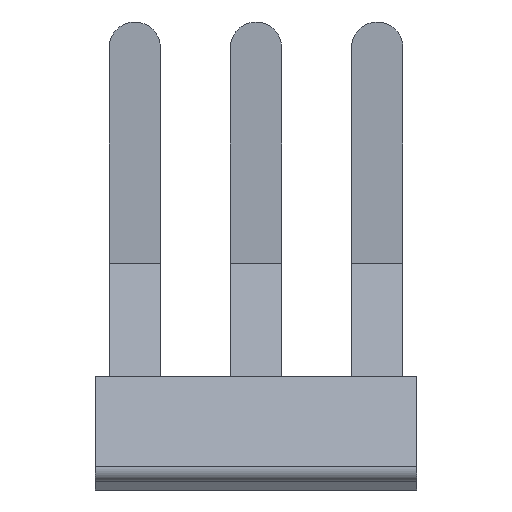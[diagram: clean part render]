
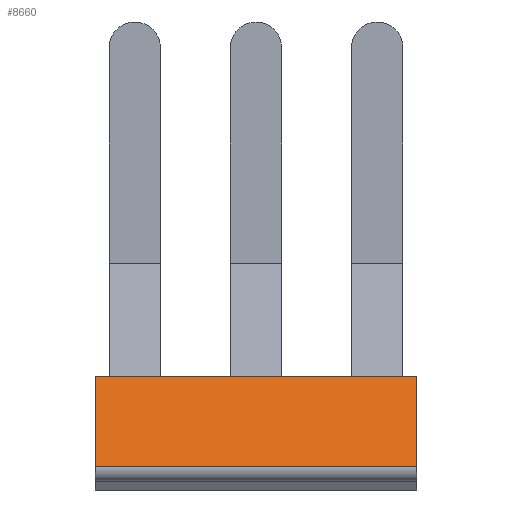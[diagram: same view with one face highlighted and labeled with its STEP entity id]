
A CAD part, top view. The second image highlights one B-rep face of the part: STEP entity #8660.
In plain terms, the highlighted face is planar.
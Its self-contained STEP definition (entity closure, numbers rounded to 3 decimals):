
#210=CARTESIAN_POINT('',(150.499,854.755,23.167));
#220=VERTEX_POINT('',#210);
#250=CARTESIAN_POINT('',(-0.087,935.036,23.167)
);
#260=DIRECTION('',(0.882,-0.47,
0.));
#270=VECTOR('',#260,1.);
#280=LINE('',#250,#270);
#290=CARTESIAN_POINT('',(154.029,852.873,23.167));
#300=VERTEX_POINT('',#290);
#310=EDGE_CURVE('',#220,#300,#280,.T.);
#1020=CARTESIAN_POINT('',(154.029,852.873,
36.967));
#1030=VERTEX_POINT('',#1020);
#1060=CARTESIAN_POINT('',(-0.087,935.036,36.967
));
#1070=DIRECTION('',(-0.882,0.47,
0.));
#1080=VECTOR('',#1070,1.);
#1090=LINE('',#1060,#1080);
#1100=CARTESIAN_POINT('',(150.499,854.755,
36.967));
#1110=VERTEX_POINT('',#1100);
#1120=EDGE_CURVE('',#1030,#1110,#1090,.T.);
#2500=CARTESIAN_POINT('',(154.029,852.873,
0.));
#2510=DIRECTION('',(0.,0.,-1.));
#2520=VECTOR('',#2510,1.);
#2530=LINE('',#2500,#2520);
#2540=EDGE_CURVE('',#1030,#300,#2530,.T.);
#8500=CARTESIAN_POINT('',(152.721,853.57,
29.737));
#8510=DIRECTION('',(-0.47,-0.882,
0.));
#8520=DIRECTION('',(0.,0.,-1.));
#8530=AXIS2_PLACEMENT_3D('',#8500,#8510,#8520);
#8540=PLANE('',#8530);
#8550=ORIENTED_EDGE('',*,*,#1120,.T.);
#8560=ORIENTED_EDGE('',*,*,#2540,.F.);
#8570=ORIENTED_EDGE('',*,*,#310,.T.);
#8580=CARTESIAN_POINT('',(150.499,854.755,
0.));
#8590=DIRECTION('',(0.,0.,-1.));
#8600=VECTOR('',#8590,1.);
#8610=LINE('',#8580,#8600);
#8620=EDGE_CURVE('',#1110,#220,#8610,.T.);
#8630=ORIENTED_EDGE('',*,*,#8620,.T.);
#8640=EDGE_LOOP('',(#8630,#8570,#8560,#8550));
#8650=FACE_OUTER_BOUND('',#8640,.T.);
#8660=ADVANCED_FACE('',(#8650),#8540,.T.);
